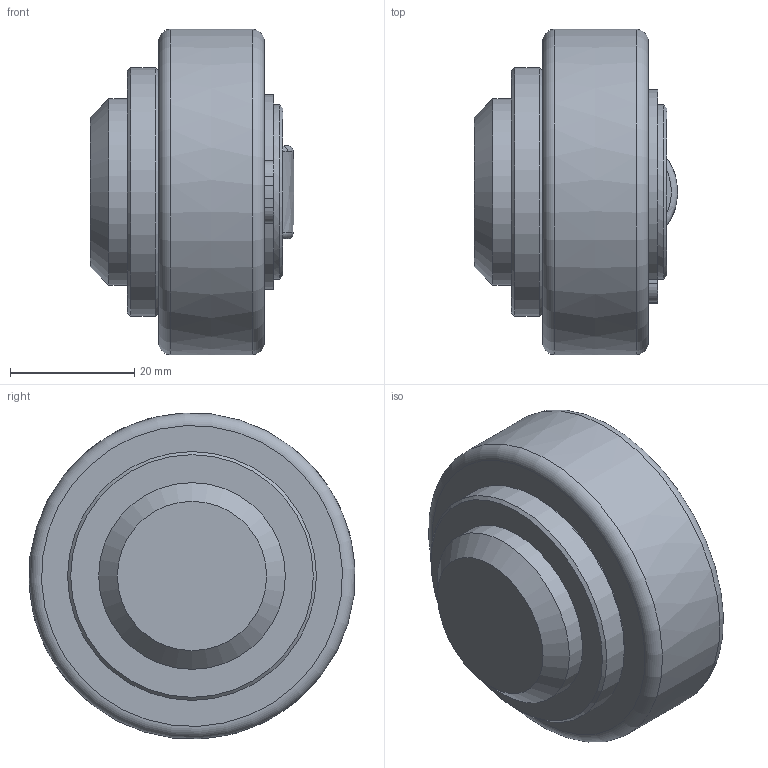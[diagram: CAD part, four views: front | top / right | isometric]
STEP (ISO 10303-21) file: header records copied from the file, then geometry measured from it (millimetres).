
FILE_DESCRIPTION((''),'2;1');
FILE_NAME('ALFATEC_TR 050.0200.stp','2011-08-22T10:53:11',('Wenzelburger'),(''),'Autodesk Inventor 2011','Autodesk Inventor 2011','');
FILE_SCHEMA(('AUTOMOTIVE_DESIGN { 1 0 10303 214 1 1 1 1 }'));
Length unit declared in the file: millimetre
Products named in the file (1): TR 050.0200_Konturvereinfachung_1
Bounding box: 32.75 x 52.36 x 52.36 mm (x, y, z)
Volume: 48846.5 mm3; surface area: 8201.4 mm2
Topology: 1 solids, 1 shells, 32 faces, 70 edges, 44 vertices
Faces by surface type: plane 15, cylinder 7, torus 4, cone 4, bspline 2
Full cylindrical faces by diameter (mm): 28 x1, 30 x1, 40 x1
Entity records: 933 total; most frequent: CARTESIAN_POINT 215, DIRECTION 142, ORIENTED_EDGE 118, EDGE_CURVE 59, AXIS2_PLACEMENT_3D 58, EDGE_LOOP 46, VERTEX_POINT 43, FACE_OUTER_BOUND 32
